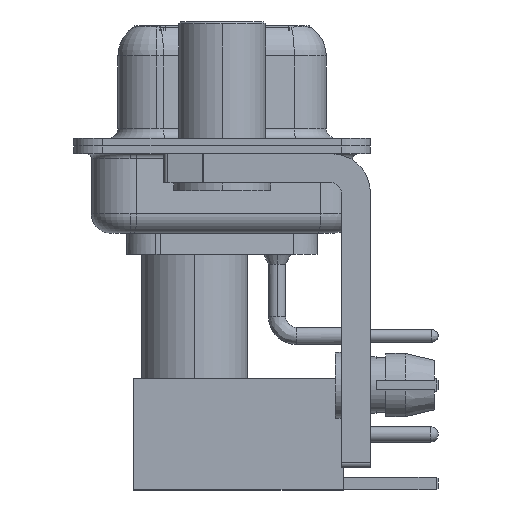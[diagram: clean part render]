
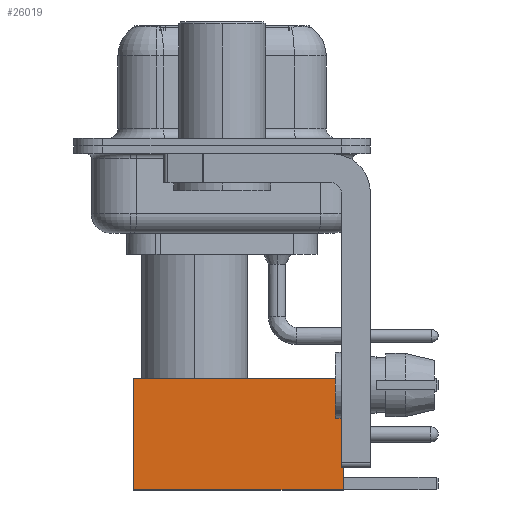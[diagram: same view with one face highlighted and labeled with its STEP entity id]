
A CAD part, left-side view. The second image highlights one B-rep face of the part: STEP entity #26019.
In plain terms, the highlighted face is planar.
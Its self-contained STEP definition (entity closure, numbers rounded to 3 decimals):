
#1551 = CARTESIAN_POINT ( 'NONE',  ( 0., 2.875, 10.82 ) ) ;
#2007 = ORIENTED_EDGE ( 'NONE', *, *, #18175, .F. ) ;
#2284 = DIRECTION ( 'NONE',  ( 0., 1., 0. ) ) ;
#2809 = LINE ( 'NONE', #11915, #2940 ) ;
#2940 = VECTOR ( 'NONE', #21069, 1000. ) ;
#3331 = LINE ( 'NONE', #21586, #7492 ) ;
#3648 = LINE ( 'NONE', #1551, #24552 ) ;
#6308 = CARTESIAN_POINT ( 'NONE',  ( -2.875, 2.875, 0. ) ) ;
#7079 = FACE_OUTER_BOUND ( 'NONE', #21486, .T. ) ;
#7459 = ORIENTED_EDGE ( 'NONE', *, *, #22103, .T. ) ;
#7492 = VECTOR ( 'NONE', #26219, 1000. ) ;
#8434 = DIRECTION ( 'NONE',  ( -1., 0., 0. ) ) ;
#11522 = VERTEX_POINT ( 'NONE', #27014 ) ;
#11915 = CARTESIAN_POINT ( 'NONE',  ( 2.875, 2.875, 0. ) ) ;
#13497 = CARTESIAN_POINT ( 'NONE',  ( 2.875, 2.875, 0. ) ) ;
#14183 = ORIENTED_EDGE ( 'NONE', *, *, #15093, .T. ) ;
#15093 = EDGE_CURVE ( 'NONE', #21345, #19619, #2809, .T. ) ;
#16128 = VECTOR ( 'NONE', #29272, 1000. ) ;
#16248 = LINE ( 'NONE', #22551, #16128 ) ;
#16249 = AXIS2_PLACEMENT_3D ( 'NONE', #27850, #2284, #25602 ) ;
#16334 = PLANE ( 'NONE',  #16249 ) ;
#18175 = EDGE_CURVE ( 'NONE', #21345, #11522, #3648, .T. ) ;
#19619 = VERTEX_POINT ( 'NONE', #13497 ) ;
#21069 = DIRECTION ( 'NONE',  ( 0., 0., -1. ) ) ;
#21345 = VERTEX_POINT ( 'NONE', #23539 ) ;
#21486 = EDGE_LOOP ( 'NONE', ( #14183, #7459, #26907, #2007 ) ) ;
#21586 = CARTESIAN_POINT ( 'NONE',  ( -2.875, 2.875, 0. ) ) ;
#21643 = EDGE_CURVE ( 'NONE', #11522, #24903, #3331, .T. ) ;
#22103 = EDGE_CURVE ( 'NONE', #19619, #24903, #16248, .T. ) ;
#22551 = CARTESIAN_POINT ( 'NONE',  ( 0., 2.875, 0. ) ) ;
#23539 = CARTESIAN_POINT ( 'NONE',  ( 2.875, 2.875, 10.82 ) ) ;
#24552 = VECTOR ( 'NONE', #8434, 1000. ) ;
#24903 = VERTEX_POINT ( 'NONE', #6308 ) ;
#25602 = DIRECTION ( 'NONE',  ( 0., 0., 1. ) ) ;
#26019 = ADVANCED_FACE ( 'NONE', ( #7079 ), #16334, .T. ) ;
#26219 = DIRECTION ( 'NONE',  ( 0., 0., -1. ) ) ;
#26907 = ORIENTED_EDGE ( 'NONE', *, *, #21643, .F. ) ;
#27014 = CARTESIAN_POINT ( 'NONE',  ( -2.875, 2.875, 10.82 ) ) ;
#27850 = CARTESIAN_POINT ( 'NONE',  ( 2.875, 2.875, 0. ) ) ;
#29272 = DIRECTION ( 'NONE',  ( -1., 0., 0. ) ) ;
